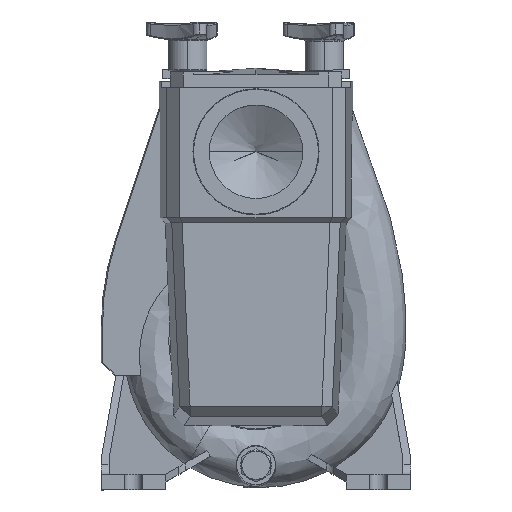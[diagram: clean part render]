
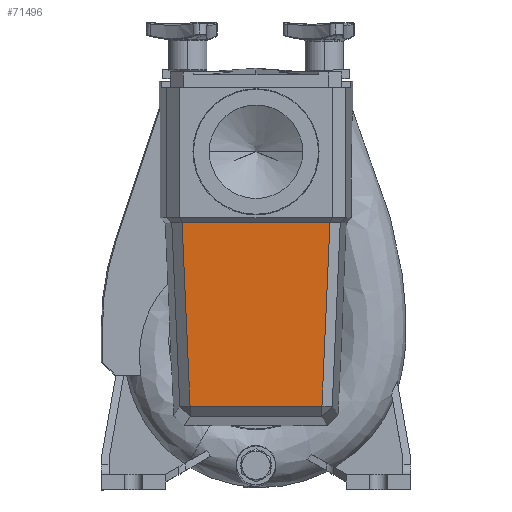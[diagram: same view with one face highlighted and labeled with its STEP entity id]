
A CAD part, top view. The second image highlights one B-rep face of the part: STEP entity #71496.
In plain terms, the highlighted face is planar.
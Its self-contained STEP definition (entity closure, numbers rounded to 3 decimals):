
#1207 = VECTOR ( 'NONE', #12504, 1000. ) ;
#6796 = VERTEX_POINT ( 'NONE', #27049 ) ;
#6879 = CARTESIAN_POINT ( 'NONE',  ( 188., -54.276, 136.044 ) ) ;
#9040 = LINE ( 'NONE', #66747, #106573 ) ;
#11803 = DIRECTION ( 'NONE',  ( 0., 1., 0. ) ) ;
#12504 = DIRECTION ( 'NONE',  ( 0., -1., 0. ) ) ;
#13679 = VERTEX_POINT ( 'NONE', #25252 ) ;
#20788 = VERTEX_POINT ( 'NONE', #52388 ) ;
#22009 = EDGE_LOOP ( 'NONE', ( #75370, #25303, #88092, #105488 ) ) ;
#23390 = VECTOR ( 'NONE', #74868, 1000. ) ;
#25252 = CARTESIAN_POINT ( 'NONE',  ( 188., 51.161, 64.74 ) ) ;
#25303 = ORIENTED_EDGE ( 'NONE', *, *, #72783, .T. ) ;
#27049 = CARTESIAN_POINT ( 'NONE',  ( 188., -57.378, 207. ) ) ;
#29194 = AXIS2_PLACEMENT_3D ( 'NONE', #64999, #92113, #90980 ) ;
#32906 = LINE ( 'NONE', #6879, #86952 ) ;
#39427 = EDGE_CURVE ( 'NONE', #64023, #6796, #32906, .T. ) ;
#46479 = EDGE_CURVE ( 'NONE', #20788, #6796, #57436, .T. ) ;
#47227 = FACE_OUTER_BOUND ( 'NONE', #22009, .T. ) ;
#52388 = CARTESIAN_POINT ( 'NONE',  ( 188., 57.378, 207. ) ) ;
#54963 = PLANE ( 'NONE',  #29194 ) ;
#57436 = LINE ( 'NONE', #93422, #1207 ) ;
#59032 = CARTESIAN_POINT ( 'NONE',  ( 188., -51.161, 64.74 ) ) ;
#64023 = VERTEX_POINT ( 'NONE', #59032 ) ;
#64999 = CARTESIAN_POINT ( 'NONE',  ( 188., 65.123, 207. ) ) ;
#66747 = CARTESIAN_POINT ( 'NONE',  ( 188., 65.123, 64.74 ) ) ;
#71496 = ADVANCED_FACE ( 'NONE', ( #47227 ), #54963, .T. ) ;
#72783 = EDGE_CURVE ( 'NONE', #64023, #13679, #9040, .T. ) ;
#74868 = DIRECTION ( 'NONE',  ( 0., 0.044, 0.999 ) ) ;
#75370 = ORIENTED_EDGE ( 'NONE', *, *, #39427, .F. ) ;
#81983 = LINE ( 'NONE', #91401, #23390 ) ;
#86952 = VECTOR ( 'NONE', #95514, 1000. ) ;
#88092 = ORIENTED_EDGE ( 'NONE', *, *, #101791, .T. ) ;
#90980 = DIRECTION ( 'NONE',  ( 0., 0., -1. ) ) ;
#91401 = CARTESIAN_POINT ( 'NONE',  ( 188., 51.161, 64.74 ) ) ;
#92113 = DIRECTION ( 'NONE',  ( 1., 0., 0. ) ) ;
#93422 = CARTESIAN_POINT ( 'NONE',  ( 188., 65.123, 207. ) ) ;
#95514 = DIRECTION ( 'NONE',  ( 0., -0.044, 0.999 ) ) ;
#101791 = EDGE_CURVE ( 'NONE', #13679, #20788, #81983, .T. ) ;
#105488 = ORIENTED_EDGE ( 'NONE', *, *, #46479, .T. ) ;
#106573 = VECTOR ( 'NONE', #11803, 1000. ) ;
